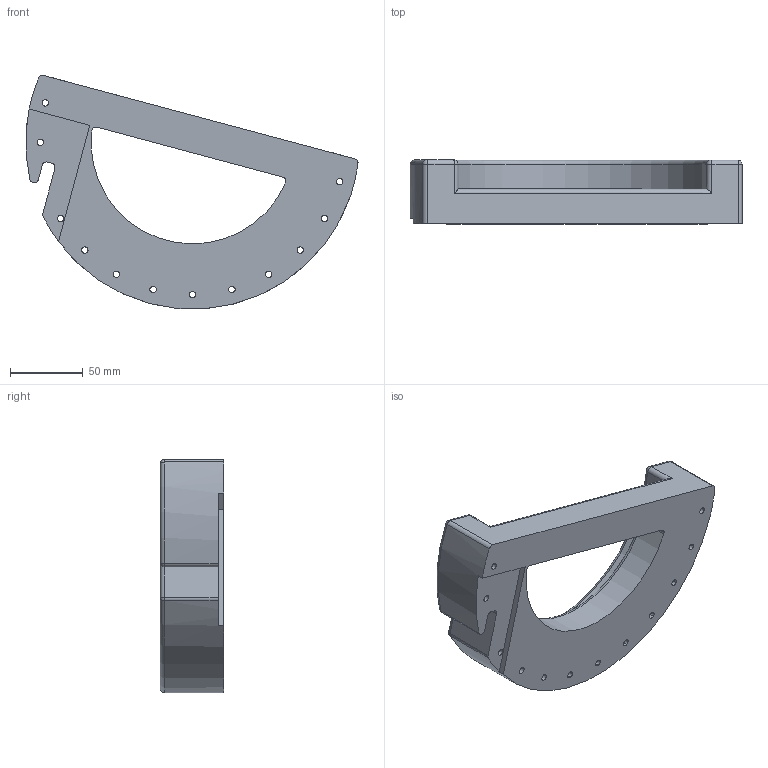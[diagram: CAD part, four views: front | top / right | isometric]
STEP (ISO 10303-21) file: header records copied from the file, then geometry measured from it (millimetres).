
FILE_DESCRIPTION(('CATIA V6 STEP','CAx-IF Rec.Pracs.--- Model Styling and Organization---1.5--- 2016-08-15','CAx-IF Rec.Pracs.---Supplemental Geometry---1.0---2011-11-01','CAx-IF Rec.Pracs.--- Composite Materials ---3.4---2017-06-13','CAx-IF Rec.Pracs.---Tessellated 3D Geometry---1.0---2015-12-17'),'2;1');
FILE_NAME('bridage_fond_frozen.stp','2024-04-16T13:38:08+00:00',('none'),('none'),'3DEXPERIENCE Platform3DEXPERIENCE R2020x HotFix 6','3DEXPERIENCE Platform STEP AP242 v1','none');
FILE_SCHEMA(('AP242_MANAGED_MODEL_BASED_3D_ENGINEERING_MIM_LF {1 0 10303 442 1 1 4}'));
Length unit declared in the file: millimetre
Products named in the file (1): Forme 3D00149180
Bounding box: 228.89 x 44 x 160.9 mm (x, y, z)
Volume: 583382.3 mm3; surface area: 80912.1 mm2
Topology: 1 solids, 1 shells, 70 faces, 185 edges, 111 vertices
Faces by surface type: cylinder 45, plane 11, torus 8, sphere 6
Entity records: 2077 total; most frequent: CARTESIAN_POINT 390, ORIENTED_EDGE 358, DIRECTION 286, EDGE_CURVE 179, AXIS2_PLACEMENT_3D 161, VERTEX_POINT 111, CIRCLE 104, EDGE_LOOP 96
